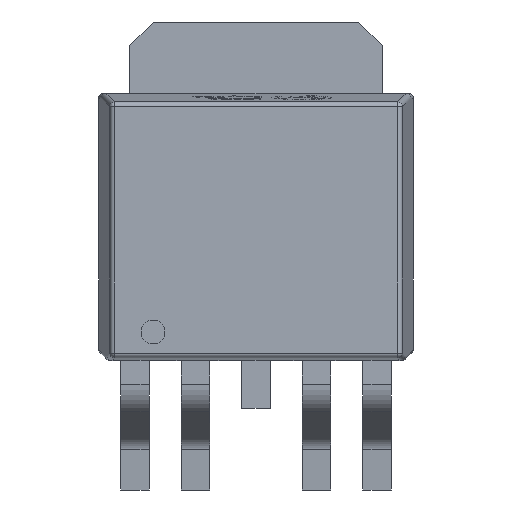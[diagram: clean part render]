
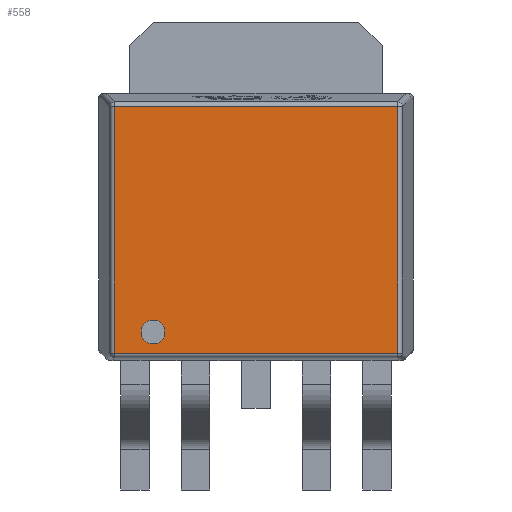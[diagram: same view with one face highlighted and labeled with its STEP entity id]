
A CAD part, top view. The second image highlights one B-rep face of the part: STEP entity #558.
In plain terms, the highlighted planar face has unit normal (0, 0, 1).
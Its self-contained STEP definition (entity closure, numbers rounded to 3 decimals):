
#132 = EDGE_CURVE ( 'NONE', #16264, #7666, #8524, .T. ) ;
#558 = ADVANCED_FACE ( 'NONE', ( #6270, #12460 ), #3856, .T. ) ;
#949 = ORIENTED_EDGE ( 'NONE', *, *, #132, .T. ) ;
#1212 = ORIENTED_EDGE ( 'NONE', *, *, #12392, .F. ) ;
#1415 = CARTESIAN_POINT ( 'NONE',  ( -2.968, 2.521, 2.3 ) ) ;
#1764 = EDGE_LOOP ( 'NONE', ( #8296, #2238, #949, #13360 ) ) ;
#1823 = AXIS2_PLACEMENT_3D ( 'NONE', #2700, #7612, #7799 ) ;
#2021 = CARTESIAN_POINT ( 'NONE',  ( -2.968, -2.647, 2.3 ) ) ;
#2238 = ORIENTED_EDGE ( 'NONE', *, *, #11337, .T. ) ;
#2249 = AXIS2_PLACEMENT_3D ( 'NONE', #9877, #16301, #7681 ) ;
#2454 = AXIS2_PLACEMENT_3D ( 'NONE', #15349, #8984, #6322 ) ;
#2700 = CARTESIAN_POINT ( 'NONE',  ( -2.158, -2.205, 2.3 ) ) ;
#3162 = VERTEX_POINT ( 'NONE', #15218 ) ;
#3219 = DIRECTION ( 'NONE',  ( 0., 1., 0. ) ) ;
#3856 = PLANE ( 'NONE',  #2249 ) ;
#4049 = CIRCLE ( 'NONE', #2454, 0.25 ) ;
#4461 = VERTEX_POINT ( 'NONE', #1415 ) ;
#5456 = DIRECTION ( 'NONE',  ( -1., 0., 0. ) ) ;
#5685 = CARTESIAN_POINT ( 'NONE',  ( -2.968, 0., 2.3 ) ) ;
#5965 = CARTESIAN_POINT ( 'NONE',  ( 2.968, 0., 2.3 ) ) ;
#6270 = FACE_OUTER_BOUND ( 'NONE', #1764, .T. ) ;
#6322 = DIRECTION ( 'NONE',  ( 1., 0., 0. ) ) ;
#6568 = EDGE_CURVE ( 'NONE', #4461, #12032, #13201, .T. ) ;
#6680 = ORIENTED_EDGE ( 'NONE', *, *, #11934, .F. ) ;
#7217 = VECTOR ( 'NONE', #14704, 1000. ) ;
#7272 = LINE ( 'NONE', #16051, #7217 ) ;
#7612 = DIRECTION ( 'NONE',  ( 0., 0., 1. ) ) ;
#7666 = VERTEX_POINT ( 'NONE', #8968 ) ;
#7670 = EDGE_CURVE ( 'NONE', #7666, #4461, #10423, .T. ) ;
#7681 = DIRECTION ( 'NONE',  ( 1., 0., 0. ) ) ;
#7799 = DIRECTION ( 'NONE',  ( 1., 0., 0. ) ) ;
#8296 = ORIENTED_EDGE ( 'NONE', *, *, #6568, .T. ) ;
#8524 = LINE ( 'NONE', #5965, #13688 ) ;
#8968 = CARTESIAN_POINT ( 'NONE',  ( 2.968, 2.521, 2.3 ) ) ;
#8969 = VECTOR ( 'NONE', #5456, 1000. ) ;
#8984 = DIRECTION ( 'NONE',  ( 0., 0., 1. ) ) ;
#9104 = VERTEX_POINT ( 'NONE', #11373 ) ;
#9160 = CARTESIAN_POINT ( 'NONE',  ( 2.968, -2.647, 2.3 ) ) ;
#9309 = CARTESIAN_POINT ( 'NONE',  ( 0., 2.521, 2.3 ) ) ;
#9877 = CARTESIAN_POINT ( 'NONE',  ( 0., 0., 2.3 ) ) ;
#10423 = LINE ( 'NONE', #9309, #8969 ) ;
#11337 = EDGE_CURVE ( 'NONE', #12032, #16264, #7272, .T. ) ;
#11373 = CARTESIAN_POINT ( 'NONE',  ( -2.408, -2.205, 2.3 ) ) ;
#11516 = VECTOR ( 'NONE', #16131, 1000. ) ;
#11934 = EDGE_CURVE ( 'NONE', #3162, #9104, #13573, .T. ) ;
#12032 = VERTEX_POINT ( 'NONE', #2021 ) ;
#12392 = EDGE_CURVE ( 'NONE', #9104, #3162, #4049, .T. ) ;
#12460 = FACE_BOUND ( 'NONE', #16042, .T. ) ;
#13201 = LINE ( 'NONE', #5685, #11516 ) ;
#13360 = ORIENTED_EDGE ( 'NONE', *, *, #7670, .T. ) ;
#13573 = CIRCLE ( 'NONE', #1823, 0.25 ) ;
#13688 = VECTOR ( 'NONE', #3219, 1000. ) ;
#14704 = DIRECTION ( 'NONE',  ( 1., 0., 0. ) ) ;
#15218 = CARTESIAN_POINT ( 'NONE',  ( -1.908, -2.205, 2.3 ) ) ;
#15349 = CARTESIAN_POINT ( 'NONE',  ( -2.158, -2.205, 2.3 ) ) ;
#16042 = EDGE_LOOP ( 'NONE', ( #6680, #1212 ) ) ;
#16051 = CARTESIAN_POINT ( 'NONE',  ( 0., -2.647, 2.3 ) ) ;
#16131 = DIRECTION ( 'NONE',  ( 0., -1., 0. ) ) ;
#16264 = VERTEX_POINT ( 'NONE', #9160 ) ;
#16301 = DIRECTION ( 'NONE',  ( 0., 0., 1. ) ) ;
